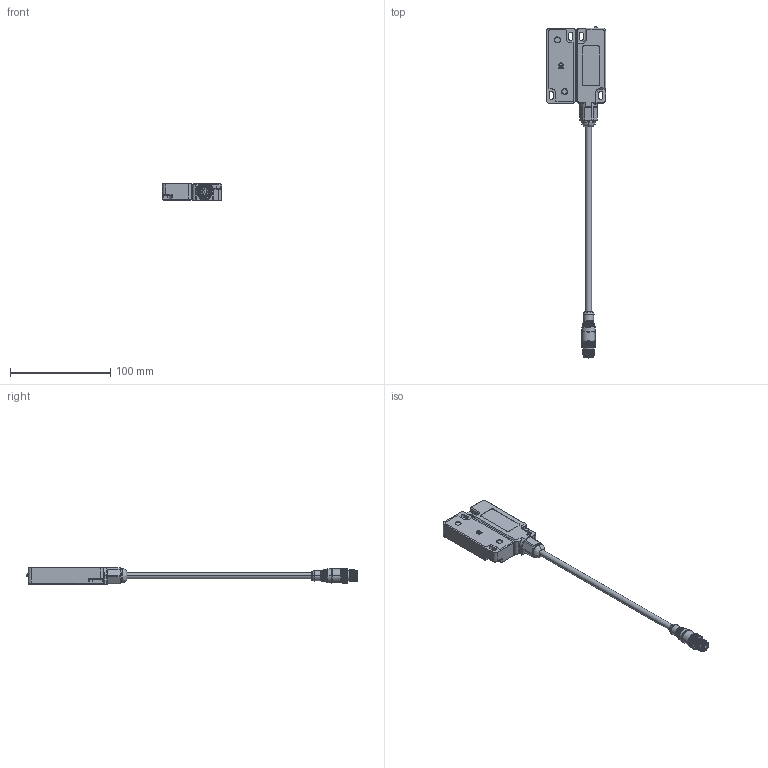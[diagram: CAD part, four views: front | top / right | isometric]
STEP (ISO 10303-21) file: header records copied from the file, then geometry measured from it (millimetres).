
FILE_DESCRIPTION (( 'STEP AP214' ), '1' );
FILE_NAME ('WPC-112020.step', '2017-09-27T14:30:20', ( '' ), ( '' ), 'SwSTEP 2.0', 'SolidWorks 2017', '' );
FILE_SCHEMA (( 'AUTOMOTIVE_DESIGN' ));
Length unit declared in the file: inch
Products named in the file (3): WPC-112020_2; WPC-112020_1; WPC-112020
Assembly tree (2 placements, depth 2):
  WPC-112020
    WPC-112020_1
    WPC-112020_2
Bounding box: 59 x 331.2 x 16.5 mm (x, y, z)
Volume: 43130.9 mm3; surface area: 42266.7 mm2
Topology: 12 solids, 12 shells, 1311 faces, 3465 edges, 2194 vertices
Faces by surface type: plane 577, cylinder 358, bspline 289, cone 87
Entity records: 51675 total; most frequent: CARTESIAN_POINT 21080, ORIENTED_EDGE 6842, DIRECTION 5567, EDGE_CURVE 3421, VERTEX_POINT 2194, AXIS2_PLACEMENT_3D 1906, VECTOR 1755, LINE 1755
